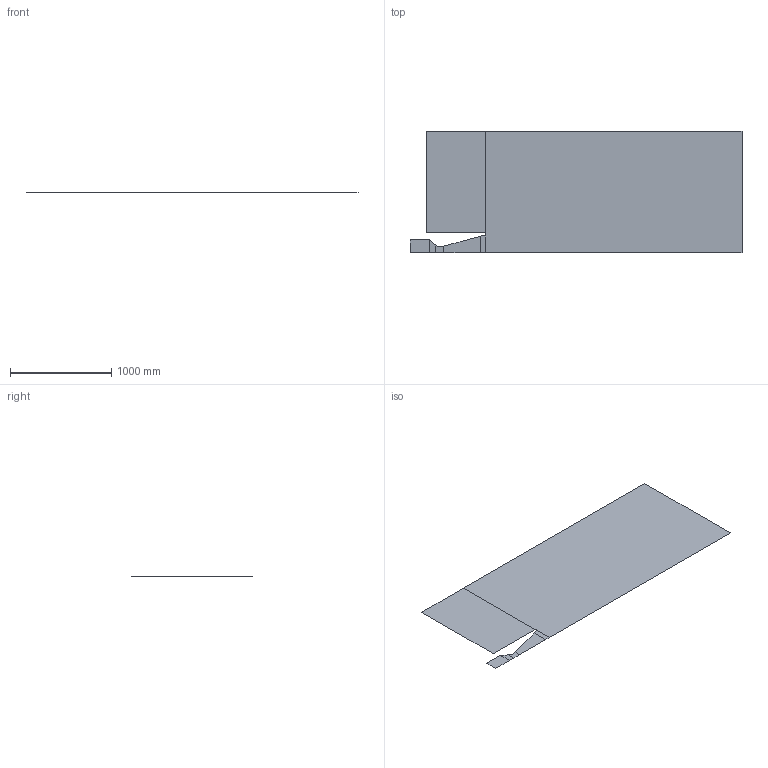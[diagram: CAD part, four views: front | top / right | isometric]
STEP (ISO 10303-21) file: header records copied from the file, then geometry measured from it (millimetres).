
FILE_DESCRIPTION(/* description */ (''),/* implementation_level */ '2;1');
FILE_NAME(/* name */ 'rocket_nozzle_30.step',/* time_stamp */ '2026-01-10T12:04:12+05:30',/* author */ (''),/* organization */ (''),/* preprocessor_version */ 'ST-DEVELOPER v20.1',/* originating_system */ 'Autodesk Translation Framework v14.21.0.0',/* authorisation */ '');
FILE_SCHEMA (('AUTOMOTIVE_DESIGN { 1 0 10303 214 3 1 1 }'));
Length unit declared in the file: centimetre
Products named in the file (1): (Unsaved)
Bounding box: 3283.49 x 1197.61 x 0 mm (x, y, z)
Surface area: 3705832.2 mm2 (no closed solid volume)
Topology: 0 solids, 1 shells, 7 faces, 30 edges, 24 vertices
Faces by surface type: plane 7
Entity records: 334 total; most frequent: CARTESIAN_POINT 62, DIRECTION 51, ORIENTED_EDGE 36, EDGE_CURVE 30, LINE 25, VECTOR 25, VERTEX_POINT 24, AXIS2_PLACEMENT_3D 13
